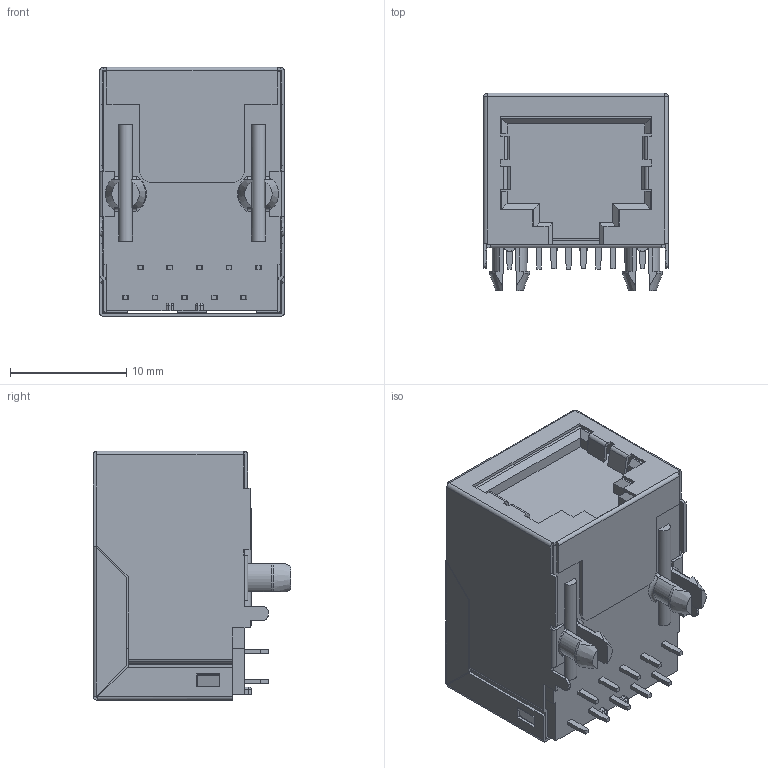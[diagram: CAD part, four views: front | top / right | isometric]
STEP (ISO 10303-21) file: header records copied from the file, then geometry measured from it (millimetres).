
FILE_DESCRIPTION (( 'STEP AP203' ), '1' );
FILE_NAME ('Customer-BB(090)A131(82-00201).STEP', '2020-05-26T11:27:36', ( '' ), ( '' ), 'SwSTEP 2.0', 'SolidWorks 2018', '' );
FILE_SCHEMA (( 'CONFIG_CONTROL_DESIGN' ));
Length unit declared in the file: millimetre
Products named in the file (1): Customer-BB(090)A131(82-00201)
Bounding box: 15.88 x 17 x 21.45 mm (x, y, z)
Volume: 4179.9 mm3; surface area: 3769.6 mm2
Topology: 1 solids, 1 shells, 523 faces, 1477 edges, 964 vertices
Faces by surface type: plane 392, cylinder 84, bspline 34, torus 5, sphere 4, cone 4
Entity records: 17719 total; most frequent: CARTESIAN_POINT 4235, ORIENTED_EDGE 2946, DIRECTION 2524, EDGE_CURVE 1473, VECTOR 1202, LINE 1202, VERTEX_POINT 964, AXIS2_PLACEMENT_3D 661
